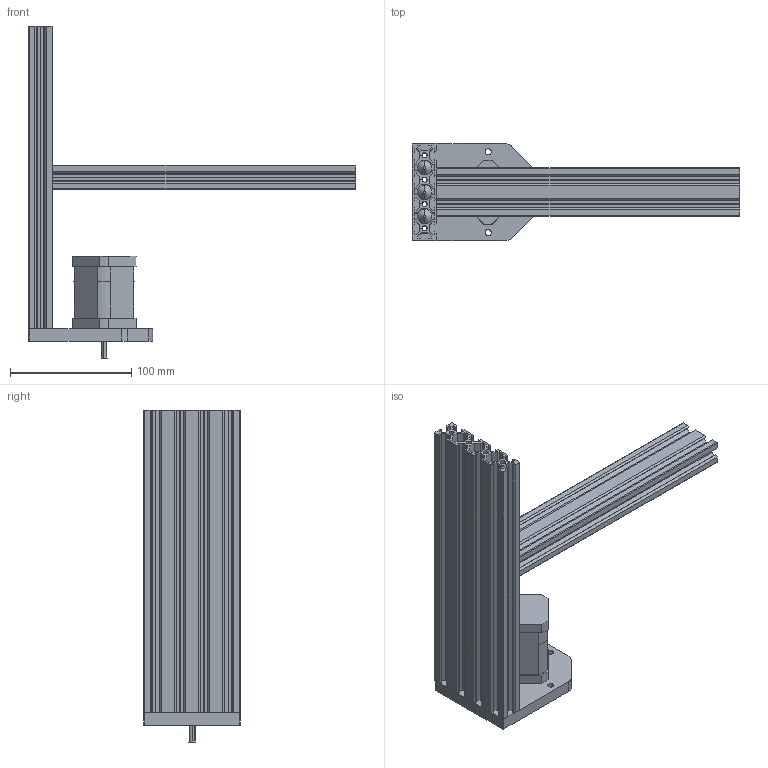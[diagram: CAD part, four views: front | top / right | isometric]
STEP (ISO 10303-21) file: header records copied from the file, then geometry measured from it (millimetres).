
FILE_DESCRIPTION(('CATIA V5 STEP Exchange'),'2;1');
FILE_NAME('RoboMower.stp','2022-08-02T12:20:43+00:00',('none'),('none'),'CATIA Version 5 Release 20 GA (IN-10)','CATIA V5 STEP AP203','none');
FILE_SCHEMA(('CONFIG_CONTROL_DESIGN'));
Length unit declared in the file: millimetre
Products named in the file (3): RoboMower; Frame; Motors
Assembly tree (6 placements, depth 4):
  RoboMower
    Frame
      #66
      #6900
      #10772
      Motors
        #13581
Bounding box: 270 x 80 x 274 mm (x, y, z)
Volume: 392179.3 mm3; surface area: 257241.5 mm2
Topology: 4 solids, 4 shells, 473 faces, 1342 edges, 887 vertices
Faces by surface type: plane 341, cylinder 112, cone 20
Entity records: 15719 total; most frequent: CARTESIAN_POINT 3424, ORIENTED_EDGE 2656, DIRECTION 2208, EDGE_CURVE 1328, VECTOR 1096, LINE 1096, VERTEX_POINT 887, AXIS2_PLACEMENT_3D 649
